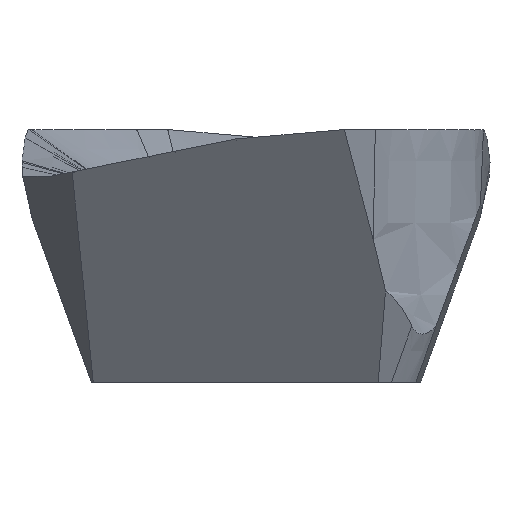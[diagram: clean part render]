
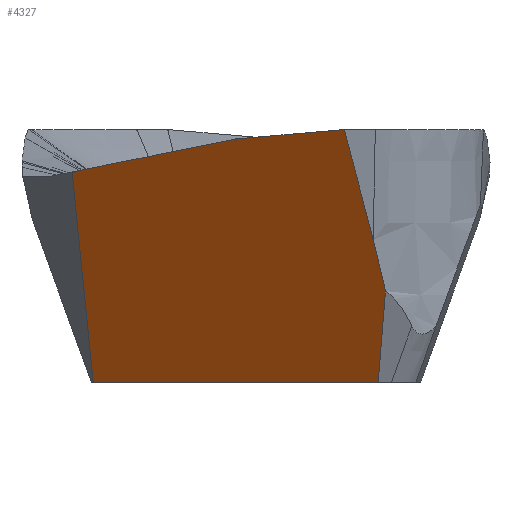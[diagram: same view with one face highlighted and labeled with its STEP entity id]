
A CAD part, left-side view. The second image highlights one B-rep face of the part: STEP entity #4327.
In plain terms, the highlighted planar face has unit normal (-0.814, 0.47, -0.342).
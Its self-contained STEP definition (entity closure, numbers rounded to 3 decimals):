
#73=DIRECTION('',(0.5,0.866,0.));
#74=VECTOR('',#73,9.103);
#75=CARTESIAN_POINT('',(-12.,-3.38,-7.));
#76=LINE('',#75,#74);
#1552=DIRECTION('',(-0.544,-0.822,0.165));
#1553=VECTOR('',#1552,2.556);
#1554=CARTESIAN_POINT('',(-9.56,5.087,
-1.173));
#1555=LINE('',#1554,#1553);
#1559=DIRECTION('',(-0.544,-0.822,0.165));
#1560=VECTOR('',#1559,0.896);
#1561=CARTESIAN_POINT('',(-10.951,2.985,
-0.751));
#1562=LINE('',#1561,#1560);
#1566=DIRECTION('',(-0.544,-0.822,0.165));
#1567=VECTOR('',#1566,2.054);
#1568=CARTESIAN_POINT('',(-11.439,2.248,
-0.602));
#1569=LINE('',#1568,#1567);
#1573=DIRECTION('',(-0.522,-0.85,0.074));
#1574=VECTOR('',#1573,3.53);
#1575=CARTESIAN_POINT('',(-12.558,0.558,
-0.262));
#1576=LINE('',#1575,#1574);
#1580=CARTESIAN_POINT('',(-13.181,-3.582,
-4.468));
#1581=CARTESIAN_POINT('',(-13.228,-3.548,
-4.31));
#1582=CARTESIAN_POINT('',(-13.321,-3.478,
-3.992));
#1583=CARTESIAN_POINT('',(-13.456,-3.366,
-3.516));
#1584=CARTESIAN_POINT('',(-13.543,-3.286,
-3.2));
#1585=CARTESIAN_POINT('',(-13.585,-3.244,
-3.042));
#1590=DIRECTION('',(0.422,0.072,-0.904));
#1591=VECTOR('',#1590,2.801);
#1592=CARTESIAN_POINT('',(-13.181,-3.582,
-4.468));
#1593=LINE('',#1592,#1591);
#1597=DIRECTION('',(-0.339,0.094,0.936));
#1598=VECTOR('',#1597,6.225);
#1599=CARTESIAN_POINT('',(-7.448,4.504,-7.));
#1600=LINE('',#1599,#1598);
#1673=DIRECTION('',(-0.251,0.247,0.936));
#1674=VECTOR('',#1673,3.25);
#1675=CARTESIAN_POINT('',(-13.585,-3.244,
-3.042));
#1676=LINE('',#1675,#1674);
#1789=CARTESIAN_POINT('',(-13.181,-3.582,
-4.468));
#2049=CARTESIAN_POINT('',(-7.448,4.504,-7.));
#2051=VERTEX_POINT('',#2049);
#2132=VERTEX_POINT('',#1789);
#2167=CARTESIAN_POINT('',(-12.,-3.38,-7.));
#2168=VERTEX_POINT('',#2167);
#2169=VERTEX_POINT('',#1585);
#2186=CARTESIAN_POINT('',(-9.56,5.087,
-1.173));
#2187=CARTESIAN_POINT('',(-10.951,2.985,
-0.751));
#2188=VERTEX_POINT('',#2186);
#2189=VERTEX_POINT('',#2187);
#2190=CARTESIAN_POINT('',(-11.439,2.248,
-0.602));
#2191=VERTEX_POINT('',#2190);
#2192=CARTESIAN_POINT('',(-12.558,0.558,
-0.262));
#2193=VERTEX_POINT('',#2192);
#2267=CARTESIAN_POINT('',(-14.4,-2.442,0.));
#2268=VERTEX_POINT('',#2267);
#4304=CARTESIAN_POINT('',(-12.193,1.381,0.));
#4305=DIRECTION('',(0.814,-0.47,0.342));
#4306=DIRECTION('',(0.5,0.866,0.));
#4307=AXIS2_PLACEMENT_3D('',#4304,#4305,#4306);
#4308=PLANE('',#4307);
#4309=ORIENTED_EDGE('',*,*,#4295,.T.);
#4311=ORIENTED_EDGE('',*,*,#4310,.T.);
#4313=ORIENTED_EDGE('',*,*,#4312,.T.);
#4315=ORIENTED_EDGE('',*,*,#4314,.T.);
#4317=ORIENTED_EDGE('',*,*,#4316,.F.);
#4319=ORIENTED_EDGE('',*,*,#4318,.F.);
#4321=ORIENTED_EDGE('',*,*,#4320,.T.);
#4322=ORIENTED_EDGE('',*,*,#2310,.T.);
#4324=ORIENTED_EDGE('',*,*,#4323,.T.);
#4325=EDGE_LOOP('',(#4309,#4311,#4313,#4315,#4317,#4319,#4321,#4322,#4324));
#4326=FACE_OUTER_BOUND('',#4325,.F.);
#1586=B_SPLINE_CURVE_WITH_KNOTS('',3,(#1580,#1581,#1582,#1583,#1584,#1585),
.UNSPECIFIED.,.F.,.F.,(4,1,1,4),(0.,0.333,0.667,1.),
.UNSPECIFIED.);
#2310=EDGE_CURVE('',#2168,#2051,#76,.T.);
#4295=EDGE_CURVE('',#2188,#2189,#1555,.T.);
#4310=EDGE_CURVE('',#2189,#2191,#1562,.T.);
#4312=EDGE_CURVE('',#2191,#2193,#1569,.T.);
#4314=EDGE_CURVE('',#2193,#2268,#1576,.T.);
#4316=EDGE_CURVE('',#2169,#2268,#1676,.T.);
#4318=EDGE_CURVE('',#2132,#2169,#1586,.T.);
#4320=EDGE_CURVE('',#2132,#2168,#1593,.T.);
#4323=EDGE_CURVE('',#2051,#2188,#1600,.T.);
#4327=ADVANCED_FACE('',(#4326),#4308,.F.);
